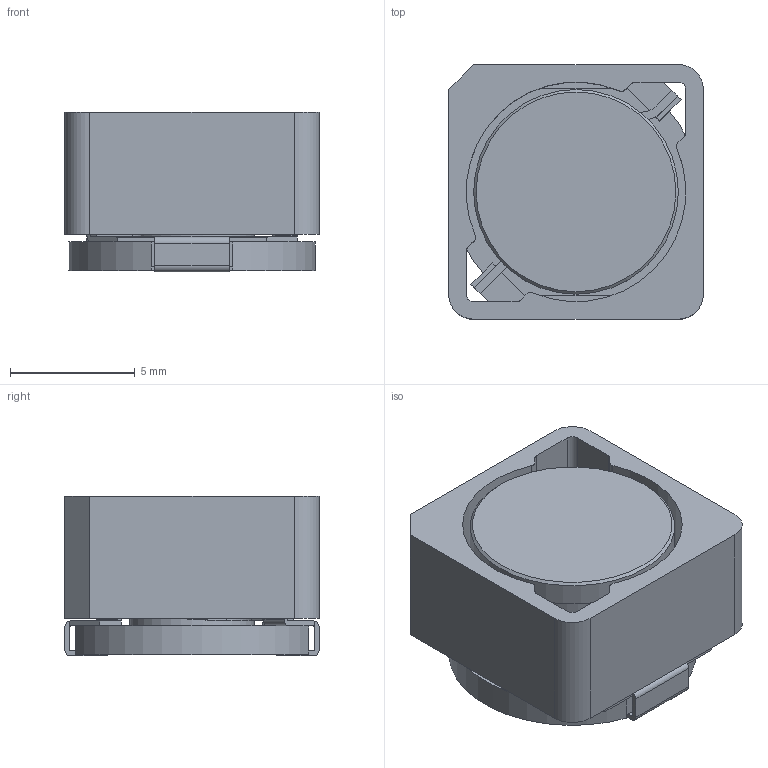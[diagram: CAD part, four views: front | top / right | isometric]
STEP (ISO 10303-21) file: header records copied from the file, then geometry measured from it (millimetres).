
FILE_DESCRIPTION(/* description */ (''),/* implementation_level */ '2;1');
FILE_NAME(/* name */ '7447798720.step',/* time_stamp */ '2022-03-29T10:09:30+02:00',/* author */ (''),/* organization */ (''),/* preprocessor_version */ 'ST-DEVELOPER v18.1',/* originating_system */ 'Autodesk Translation Framework v10.13.0.1454',/* authorisation */ '');
FILE_SCHEMA (('AUTOMOTIVE_DESIGN { 1 0 10303 214 3 1 1 }'));
Length unit declared in the file: millimetre
Products named in the file (6): (Unsaved); Kern; Kern (1); Schirmring; Pad; Pad (1)
Assembly tree (5 placements, depth 2):
  (Unsaved)
    Kern
    Kern (1)
    Schirmring
    Pad
    Pad (1)
Bounding box: 10.2 x 10.2 x 6.4 mm (x, y, z)
Volume: 413 mm3; surface area: 958.6 mm2
Topology: 5 solids, 5 shells, 145 faces, 374 edges, 241 vertices
Faces by surface type: plane 95, cylinder 43, bspline 6, cone 1
Full cylindrical faces by diameter (mm): 5 x1, 5.04 x1, 5.7 x1, 8.2 x1
Entity records: 4913 total; most frequent: CARTESIAN_POINT 1133, ORIENTED_EDGE 748, DIRECTION 731, EDGE_CURVE 374, LINE 275, VECTOR 275, VERTEX_POINT 241, AXIS2_PLACEMENT_3D 228
